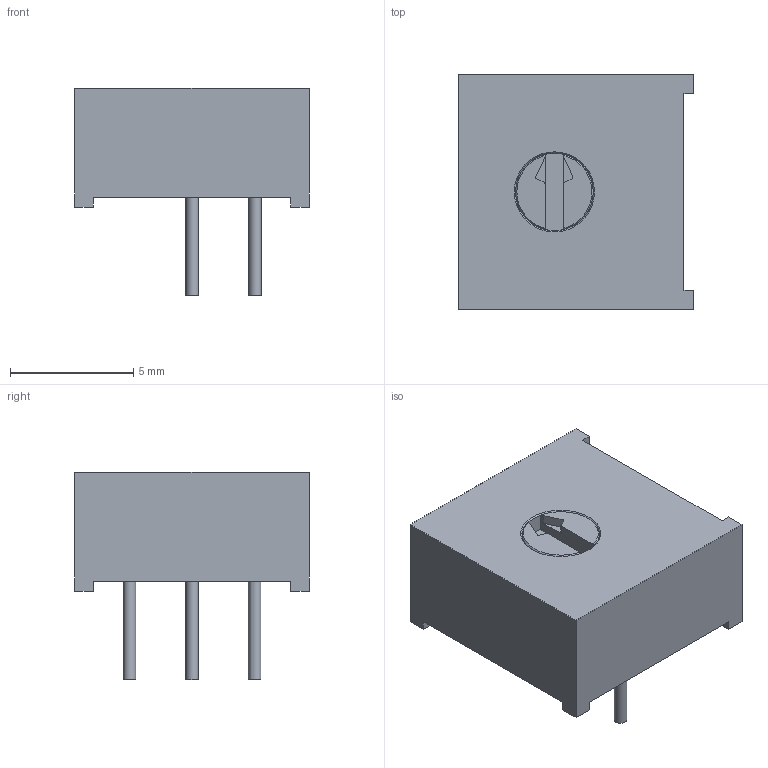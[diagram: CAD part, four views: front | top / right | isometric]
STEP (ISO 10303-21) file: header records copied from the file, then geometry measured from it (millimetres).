
FILE_DESCRIPTION(('FreeCAD Model'),'2;1');
FILE_NAME('Open CASCADE Shape Model','2022-05-07T17:46:38',( 'kicad StepUp'),('ksu MCAD'),'Open CASCADE STEP processor 7.5', 'FreeCAD','Unknown');
FILE_SCHEMA(('AUTOMOTIVE_DESIGN { 1 0 10303 214 1 1 1 1 }'));
Length unit declared in the file: millimetre
Products named in the file (6): Bourns_3386P; Zylinder; Zylinder001; Zylinder002; 3386P-1-100.4; 3386P-1-100.0
Assembly tree (5 placements, depth 2):
  Bourns_3386P
    Zylinder
    Zylinder001
    Zylinder002
    3386P-1-100.4
    3386P-1-100.0
Bounding box: 9.53 x 9.53 x 8.43 mm (x, y, z)
Volume: 391.1 mm3; surface area: 422.1 mm2
Topology: 5 solids, 5 shells, 58 faces, 138 edges, 91 vertices
Faces by surface type: plane 39, cylinder 14, cone 5
Full cylindrical faces by diameter (mm): 0.51 x3
Entity records: 1825 total; most frequent: CARTESIAN_POINT 305, DIRECTION 299, ORIENTED_EDGE 276, EDGE_CURVE 138, AXIS2_PLACEMENT_3D 101, LINE 97, VECTOR 97, VERTEX_POINT 91
